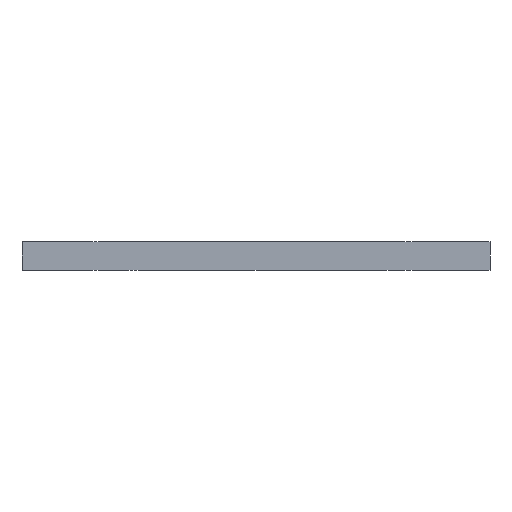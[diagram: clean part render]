
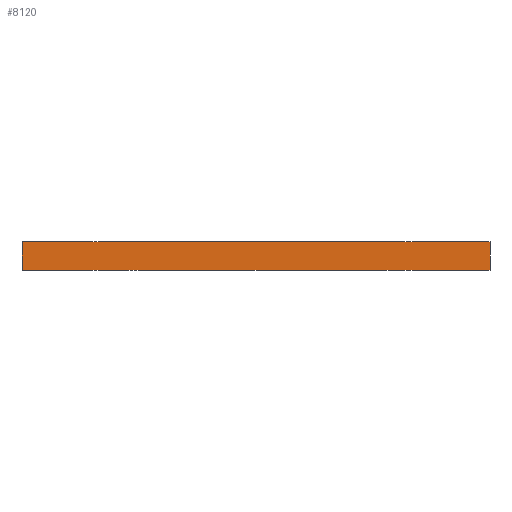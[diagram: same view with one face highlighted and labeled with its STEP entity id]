
A CAD part, front view. The second image highlights one B-rep face of the part: STEP entity #8120.
In plain terms, the highlighted planar face has unit normal (0, -1, 0).
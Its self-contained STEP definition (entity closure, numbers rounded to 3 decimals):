
#1760=CARTESIAN_POINT('',(250.,-1685.,30.));
#1770=VERTEX_POINT('',#1760);
#1800=CARTESIAN_POINT('',(250.,-1685.,30.));
#1810=DIRECTION('',(-1.,0.,0.));
#1820=VECTOR('',#1810,1.);
#1830=LINE('',#1800,#1820);
#1840=CARTESIAN_POINT('',(-250.,-1685.,30.));
#1850=VERTEX_POINT('',#1840);
#1860=EDGE_CURVE('',#1770,#1850,#1830,.T.);
#4760=CARTESIAN_POINT('',(-250.,-1685.,0.));
#4770=DIRECTION('',(0.,0.,1.));
#4780=VECTOR('',#4770,1.);
#4790=LINE('',#4760,#4780);
#4800=CARTESIAN_POINT('',(-250.,-1685.,0.));
#4810=VERTEX_POINT('',#4800);
#4820=EDGE_CURVE('',#4810,#1850,#4790,.T.);
#5050=CARTESIAN_POINT('',(250.,-1685.,0.));
#5060=DIRECTION('',(-1.,0.,0.));
#5070=VECTOR('',#5060,1.);
#5080=LINE('',#5050,#5070);
#5090=CARTESIAN_POINT('',(250.,-1685.,0.));
#5100=VERTEX_POINT('',#5090);
#5110=EDGE_CURVE('',#5100,#4810,#5080,.T.);
#7960=CARTESIAN_POINT('',(-250.,-1685.,30.));
#7970=DIRECTION('',(0.,1.,0.));
#7980=DIRECTION('',(0.,0.,1.));
#7990=AXIS2_PLACEMENT_3D('',#7960,#7970,#7980);
#8000=PLANE('',#7990);
#8010=ORIENTED_EDGE('',*,*,#4820,.F.);
#8020=ORIENTED_EDGE('',*,*,#1860,.T.);
#8030=CARTESIAN_POINT('',(250.,-1685.,0.));
#8040=DIRECTION('',(0.,0.,1.));
#8050=VECTOR('',#8040,1.);
#8060=LINE('',#8030,#8050);
#8070=EDGE_CURVE('',#5100,#1770,#8060,.T.);
#8080=ORIENTED_EDGE('',*,*,#8070,.T.);
#8090=ORIENTED_EDGE('',*,*,#5110,.F.);
#8100=EDGE_LOOP('',(#8090,#8080,#8020,#8010));
#8110=FACE_OUTER_BOUND('',#8100,.T.);
#8120=ADVANCED_FACE('',(#8110),#8000,.F.);
